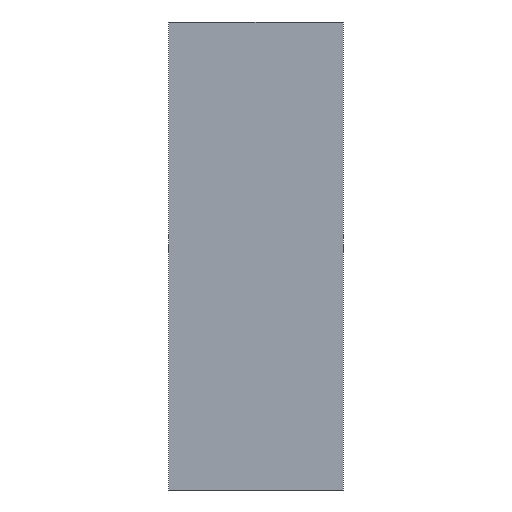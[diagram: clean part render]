
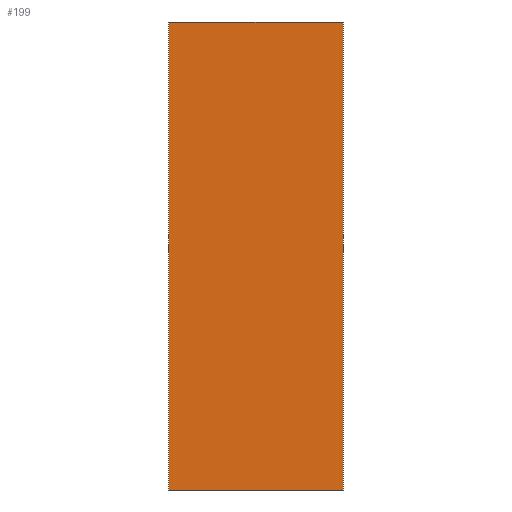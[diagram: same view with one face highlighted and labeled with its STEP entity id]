
A CAD part, left-side view. The second image highlights one B-rep face of the part: STEP entity #199.
In plain terms, the highlighted planar face has unit normal (-1, 0, 0).
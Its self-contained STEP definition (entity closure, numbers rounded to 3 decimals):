
#199=ADVANCED_FACE('3:52',(#520),#521,.F.);
#369=EDGE_CURVE('3:307',#763,#764,#765,.T.);
#371=EDGE_CURVE('3:310',#763,#767,#768,.F.);
#373=EDGE_CURVE('3:313',#767,#770,#771,.T.);
#375=EDGE_CURVE('3:316',#764,#770,#773,.F.);
#520=FACE_OUTER_BOUND('',#926,.T.);
#521=PLANE('',#927);
#763=VERTEX_POINT('',#1298);
#764=VERTEX_POINT('',#1299);
#765=LINE('',#1300,#1301);
#767=VERTEX_POINT('',#1304);
#768=LINE('',#1305,#1306);
#770=VERTEX_POINT('',#1309);
#771=LINE('',#1310,#1311);
#773=LINE('',#1314,#1315);
#926=EDGE_LOOP('',(#1641,#1642,#1643,#1644));
#927=AXIS2_PLACEMENT_3D('',#1645,#1646,#1647);
#1298=CARTESIAN_POINT('',(-111.2,226.55,284.5));
#1299=CARTESIAN_POINT('',(-111.2,226.55,1496.5));
#1300=CARTESIAN_POINT('',(-111.2,226.55,890.5));
#1301=VECTOR('',#1920,0.001);
#1304=CARTESIAN_POINT('',(-111.2,-226.55,284.5));
#1305=CARTESIAN_POINT('',(-111.2,0.,284.5));
#1306=VECTOR('',#1921,0.001);
#1309=CARTESIAN_POINT('',(-111.2,-226.55,1496.5));
#1310=CARTESIAN_POINT('',(-111.2,-226.55,890.5));
#1311=VECTOR('',#1922,0.001);
#1314=CARTESIAN_POINT('',(-111.2,0.,1496.5));
#1315=VECTOR('',#1923,0.001);
#1641=ORIENTED_EDGE('',*,*,#369,.F.);
#1642=ORIENTED_EDGE('',*,*,#371,.T.);
#1643=ORIENTED_EDGE('',*,*,#373,.T.);
#1644=ORIENTED_EDGE('',*,*,#375,.F.);
#1645=CARTESIAN_POINT('',(-111.2,-226.55,284.5));
#1646=DIRECTION('',(1.0,0.,0.));
#1647=DIRECTION('',(0.,1.0,0.));
#1920=DIRECTION('',(0.,0.,1.0));
#1921=DIRECTION('',(0.,1.0,0.0));
#1922=DIRECTION('',(0.,0.,1.0));
#1923=DIRECTION('',(0.,1.0,0.0));
